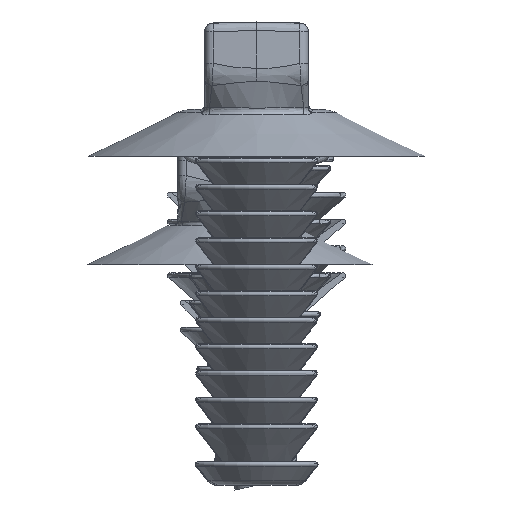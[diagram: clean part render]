
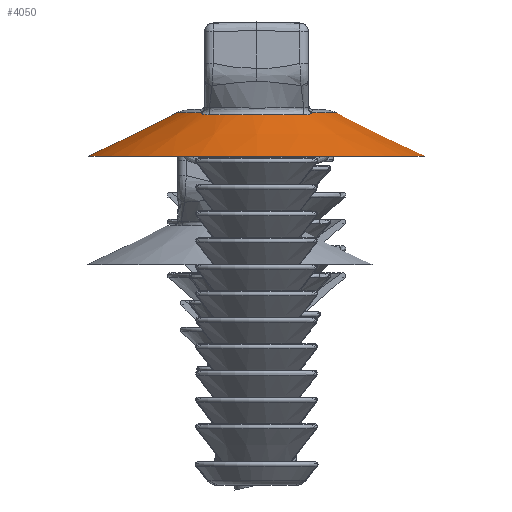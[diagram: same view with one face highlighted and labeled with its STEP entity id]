
A CAD part, left-side view. The second image highlights one B-rep face of the part: STEP entity #4050.
In plain terms, the highlighted conical face has half-angle 64 degrees and reference radius 9.75 mm.
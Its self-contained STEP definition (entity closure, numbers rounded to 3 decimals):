
#752=CONICAL_SURFACE('',#33819,9.75,64.);
#2460=FACE_BOUND('',#8536,.T.);
#2461=FACE_BOUND('',#8537,.T.);
#4050=ADVANCED_FACE('',(#2460,#2461),#752,.T.);
#8536=EDGE_LOOP('',(#19736,#19737,#19738,#19739,#19740,#19741,#19742,#19743));
#8537=EDGE_LOOP('',(#19744));
#10191=CIRCLE('',#33671,9.75);
#10268=CIRCLE('',#33817,4.629);
#10269=CIRCLE('',#33818,4.629);
#11992=B_SPLINE_CURVE_WITH_KNOTS('',3,(#70184,#70185,#70186,#70187,#70188,
#70189,#70190,#70191,#70192,#70193),.UNSPECIFIED.,.F.,.F.,(4,3,3,4),(0.,
0.415,0.827,1.),.UNSPECIFIED.);
#11993=B_SPLINE_CURVE_WITH_KNOTS('',3,(#70195,#70196,#70197,#70198),
 .UNSPECIFIED.,.F.,.F.,(4,4),(0.,1.),.UNSPECIFIED.);
#11994=B_SPLINE_CURVE_WITH_KNOTS('',3,(#70200,#70201,#70202,#70203,#70204,
#70205,#70206,#70207,#70208,#70209),.UNSPECIFIED.,.F.,.F.,(4,3,3,4),(0.,
0.404,0.809,1.),.UNSPECIFIED.);
#11995=B_SPLINE_CURVE_WITH_KNOTS('',3,(#70213,#70214,#70215,#70216,#70217,
#70218,#70219,#70220,#70221,#70222),.UNSPECIFIED.,.F.,.F.,(4,3,3,4),(0.,
0.415,0.827,1.),.UNSPECIFIED.);
#11996=B_SPLINE_CURVE_WITH_KNOTS('',3,(#70224,#70225,#70226,#70227),
 .UNSPECIFIED.,.F.,.F.,(4,4),(0.,1.),.UNSPECIFIED.);
#11997=B_SPLINE_CURVE_WITH_KNOTS('',3,(#70229,#70230,#70231,#70232,#70233,
#70234,#70235,#70236,#70237,#70238),.UNSPECIFIED.,.F.,.F.,(4,3,3,4),(0.,
0.404,0.809,1.),.UNSPECIFIED.);
#19736=ORIENTED_EDGE('',*,*,#28400,.T.);
#19737=ORIENTED_EDGE('',*,*,#28401,.T.);
#19738=ORIENTED_EDGE('',*,*,#28402,.T.);
#19739=ORIENTED_EDGE('',*,*,#28403,.T.);
#19740=ORIENTED_EDGE('',*,*,#28404,.T.);
#19741=ORIENTED_EDGE('',*,*,#28405,.T.);
#19742=ORIENTED_EDGE('',*,*,#28406,.T.);
#19743=ORIENTED_EDGE('',*,*,#28407,.T.);
#19744=ORIENTED_EDGE('',*,*,#28277,.F.);
#24105=VERTEX_POINT('',#69105);
#24114=VERTEX_POINT('',#70182);
#24115=VERTEX_POINT('',#70183);
#24116=VERTEX_POINT('',#70194);
#24117=VERTEX_POINT('',#70199);
#24118=VERTEX_POINT('',#70210);
#24119=VERTEX_POINT('',#70212);
#24120=VERTEX_POINT('',#70223);
#24121=VERTEX_POINT('',#70228);
#28277=EDGE_CURVE('',#24105,#24105,#10191,.T.);
#28400=EDGE_CURVE('',#24114,#24115,#10268,.T.);
#28401=EDGE_CURVE('',#24115,#24116,#11992,.T.);
#28402=EDGE_CURVE('',#24116,#24117,#11993,.T.);
#28403=EDGE_CURVE('',#24117,#24118,#11994,.T.);
#28404=EDGE_CURVE('',#24118,#24119,#10269,.T.);
#28405=EDGE_CURVE('',#24119,#24120,#11995,.T.);
#28406=EDGE_CURVE('',#24120,#24121,#11996,.T.);
#28407=EDGE_CURVE('',#24121,#24114,#11997,.T.);
#33671=AXIS2_PLACEMENT_3D('',#69104,#39800,#39801);
#33817=AXIS2_PLACEMENT_3D('',#70181,#40092,#40093);
#33818=AXIS2_PLACEMENT_3D('',#70211,#40094,#40095);
#33819=AXIS2_PLACEMENT_3D('',#70239,#40096,#40097);
#39800=DIRECTION('',(0.,0.,-1.));
#39801=DIRECTION('',(-1.,0.,0.));
#40092=DIRECTION('',(0.,0.,-1.));
#40093=DIRECTION('',(1.,0.,0.));
#40094=DIRECTION('',(0.,0.,-1.));
#40095=DIRECTION('',(1.,0.,0.));
#40096=DIRECTION('',(0.,0.,-1.));
#40097=DIRECTION('',(-1.,0.,0.));
#69104=CARTESIAN_POINT('',(0.,0.,-2.2));
#69105=CARTESIAN_POINT('',(-9.75,0.,-2.2));
#70181=CARTESIAN_POINT('',(0.,0.,0.298));
#70182=CARTESIAN_POINT('',(3.351,-3.194,0.298));
#70183=CARTESIAN_POINT('',(-3.351,-3.194,0.298));
#70184=CARTESIAN_POINT('',(-3.351,-3.194,0.298));
#70185=CARTESIAN_POINT('',(-3.45,-3.176,0.268));
#70186=CARTESIAN_POINT('',(-3.55,-3.141,0.244));
#70187=CARTESIAN_POINT('',(-3.64,-3.091,0.226));
#70188=CARTESIAN_POINT('',(-3.73,-3.04,0.209));
#70189=CARTESIAN_POINT('',(-3.814,-2.974,0.197));
#70190=CARTESIAN_POINT('',(-3.885,-2.897,0.192));
#70191=CARTESIAN_POINT('',(-3.914,-2.864,0.19));
#70192=CARTESIAN_POINT('',(-3.942,-2.829,0.189));
#70193=CARTESIAN_POINT('',(-3.967,-2.793,0.189));
#70194=CARTESIAN_POINT('',(-3.967,-2.793,0.189));
#70195=CARTESIAN_POINT('',(-3.967,-2.793,0.189));
#70196=CARTESIAN_POINT('',(-5.088,-1.143,0.206));
#70197=CARTESIAN_POINT('',(-5.088,1.143,0.206));
#70198=CARTESIAN_POINT('',(-3.967,2.793,0.189));
#70199=CARTESIAN_POINT('',(-3.967,2.793,0.189));
#70200=CARTESIAN_POINT('',(-3.967,2.793,0.189));
#70201=CARTESIAN_POINT('',(-3.91,2.878,0.188));
#70202=CARTESIAN_POINT('',(-3.837,2.954,0.194));
#70203=CARTESIAN_POINT('',(-3.756,3.015,0.206));
#70204=CARTESIAN_POINT('',(-3.675,3.077,0.218));
#70205=CARTESIAN_POINT('',(-3.583,3.126,0.237));
#70206=CARTESIAN_POINT('',(-3.489,3.158,0.26));
#70207=CARTESIAN_POINT('',(-3.443,3.174,0.271));
#70208=CARTESIAN_POINT('',(-3.397,3.186,0.284));
#70209=CARTESIAN_POINT('',(-3.351,3.194,0.298));
#70210=CARTESIAN_POINT('',(-3.351,3.194,0.298));
#70211=CARTESIAN_POINT('',(0.,0.,0.298));
#70212=CARTESIAN_POINT('',(3.351,3.194,0.298));
#70213=CARTESIAN_POINT('',(3.351,3.194,0.298));
#70214=CARTESIAN_POINT('',(3.45,3.176,0.268));
#70215=CARTESIAN_POINT('',(3.55,3.141,0.244));
#70216=CARTESIAN_POINT('',(3.64,3.091,0.226));
#70217=CARTESIAN_POINT('',(3.73,3.04,0.209));
#70218=CARTESIAN_POINT('',(3.814,2.974,0.197));
#70219=CARTESIAN_POINT('',(3.885,2.897,0.192));
#70220=CARTESIAN_POINT('',(3.914,2.864,0.19));
#70221=CARTESIAN_POINT('',(3.942,2.829,0.189));
#70222=CARTESIAN_POINT('',(3.967,2.793,0.189));
#70223=CARTESIAN_POINT('',(3.967,2.793,0.189));
#70224=CARTESIAN_POINT('',(3.967,2.793,0.189));
#70225=CARTESIAN_POINT('',(5.088,1.143,0.206));
#70226=CARTESIAN_POINT('',(5.088,-1.143,0.206));
#70227=CARTESIAN_POINT('',(3.967,-2.793,0.189));
#70228=CARTESIAN_POINT('',(3.967,-2.793,0.189));
#70229=CARTESIAN_POINT('',(3.967,-2.793,0.189));
#70230=CARTESIAN_POINT('',(3.91,-2.878,0.188));
#70231=CARTESIAN_POINT('',(3.837,-2.954,0.194));
#70232=CARTESIAN_POINT('',(3.756,-3.015,0.206));
#70233=CARTESIAN_POINT('',(3.675,-3.077,0.218));
#70234=CARTESIAN_POINT('',(3.583,-3.126,0.237));
#70235=CARTESIAN_POINT('',(3.489,-3.158,0.26));
#70236=CARTESIAN_POINT('',(3.443,-3.174,0.271));
#70237=CARTESIAN_POINT('',(3.397,-3.186,0.284));
#70238=CARTESIAN_POINT('',(3.351,-3.194,0.298));
#70239=CARTESIAN_POINT('',(0.,0.,-2.2));
